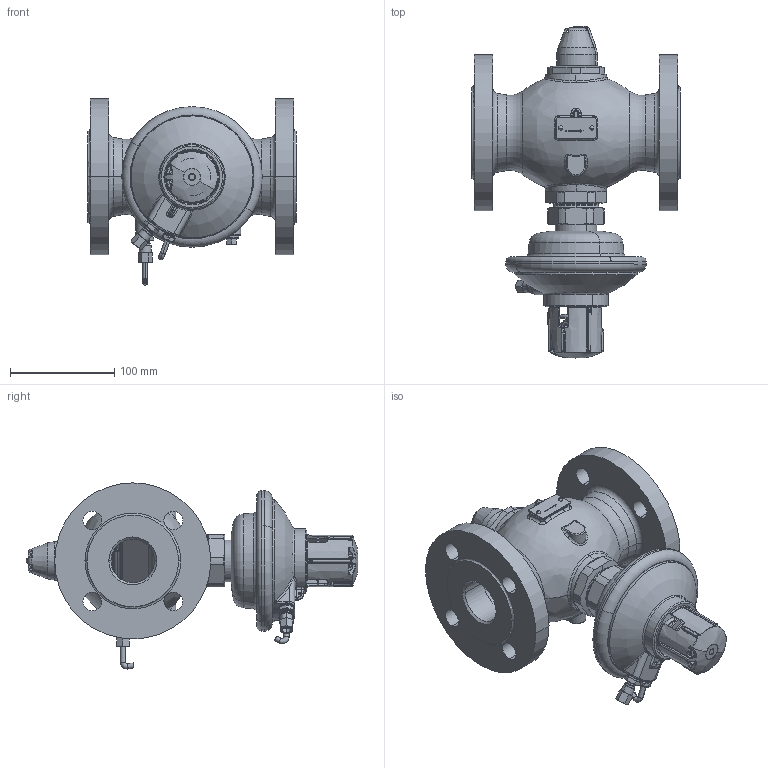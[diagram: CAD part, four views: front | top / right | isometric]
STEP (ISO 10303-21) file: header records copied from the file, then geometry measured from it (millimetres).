
FILE_DESCRIPTION((''),'2;1');
FILE_NAME('003H6564','2015-03-10T',('u317927'),('Danfoss'),'PRO/ENGINEER BY PARAMETRIC TECHNOLOGY CORPORATION, 2014000','PRO/ENGINEER BY PARAMETRIC TECHNOLOGY CORPORATION, 2014000','');
FILE_SCHEMA(('CONFIG_CONTROL_DESIGN'));
Products named in the file (1): 003H6564
Bounding box: 200 x 319.16 x 179 mm (x, y, z)
Volume: 1498347.4 mm3; surface area: 357348.3 mm2
Topology: 3 solids, 4 shells, 1903 faces, 4615 edges, 2797 vertices
Faces by surface type: plane 571, cylinder 481, cone 320, torus 265, bspline 241, sphere 21, revolution 4
Entity records: 92119 total; most frequent: CARTESIAN_POINT 49583, ORIENTED_EDGE 9200, DIRECTION 8587, EDGE_CURVE 4600, AXIS2_PLACEMENT_3D 3637, VERTEX_POINT 2797, EDGE_LOOP 2077, CIRCLE 1978
